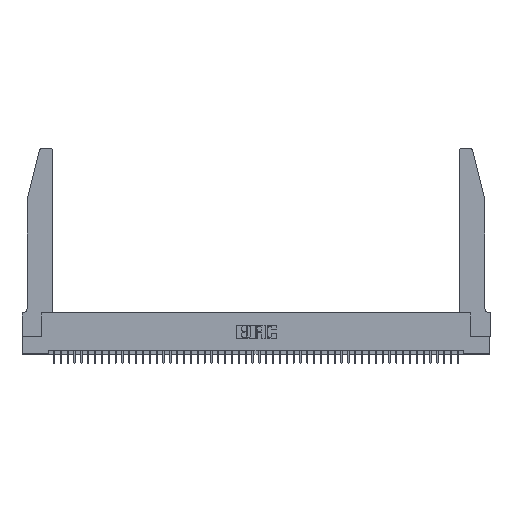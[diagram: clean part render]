
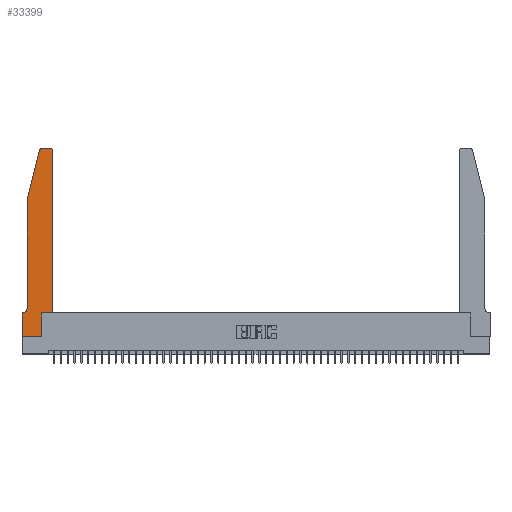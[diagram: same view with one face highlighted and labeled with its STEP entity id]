
A CAD part, top view. The second image highlights one B-rep face of the part: STEP entity #33399.
In plain terms, the highlighted planar face has unit normal (0, 0, 1).
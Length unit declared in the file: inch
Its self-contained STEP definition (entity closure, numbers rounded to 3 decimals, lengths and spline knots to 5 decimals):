
#507 = VERTEX_POINT ( 'NONE', #27479 ) ;
#1301 = ORIENTED_EDGE ( 'NONE', *, *, #23785, .T. ) ;
#1487 = DIRECTION ( 'NONE',  ( -1., 0., 0. ) ) ;
#2610 = VERTEX_POINT ( 'NONE', #9084 ) ;
#3221 = EDGE_CURVE ( 'NONE', #2610, #48271, #20137, .T. ) ;
#3443 = CARTESIAN_POINT ( 'NONE',  ( 0.0755, 2., 0.37 ) ) ;
#3460 = DIRECTION ( 'NONE',  ( 0., 0., -1. ) ) ;
#3496 = VERTEX_POINT ( 'NONE', #26994 ) ;
#3501 = EDGE_CURVE ( 'NONE', #48271, #10747, #26239, .T. ) ;
#4167 = ORIENTED_EDGE ( 'NONE', *, *, #3221, .T. ) ;
#4569 = VECTOR ( 'NONE', #1487, 39.37008 ) ;
#4955 = AXIS2_PLACEMENT_3D ( 'NONE', #7198, #3460, #34068 ) ;
#5637 = VERTEX_POINT ( 'NONE', #10367 ) ;
#6442 = LINE ( 'NONE', #35832, #4569 ) ;
#7198 = CARTESIAN_POINT ( 'NONE',  ( 0.0055, 0.42, 0.37 ) ) ;
#9084 = CARTESIAN_POINT ( 'NONE',  ( 0.0755, 0.42, 0.37 ) ) ;
#9398 = LINE ( 'NONE', #32973, #29796 ) ;
#10349 = DIRECTION ( 'NONE',  ( 0., 1., 0. ) ) ;
#10367 = CARTESIAN_POINT ( 'NONE',  ( 0.4205, 2.75, 0.37 ) ) ;
#10623 = CARTESIAN_POINT ( 'NONE',  ( 0.284, 2.72, 0.37 ) ) ;
#10677 = CARTESIAN_POINT ( 'NONE',  ( 0.0755, 2., 0.37 ) ) ;
#10747 = VERTEX_POINT ( 'NONE', #48798 ) ;
#11111 = DIRECTION ( 'NONE',  ( 1., 0., 0. ) ) ;
#11242 = ORIENTED_EDGE ( 'NONE', *, *, #28259, .T. ) ;
#11255 = AXIS2_PLACEMENT_3D ( 'NONE', #12895, #16882, #40010 ) ;
#11934 = CARTESIAN_POINT ( 'NONE',  ( 0.2865, 0., 0.37 ) ) ;
#12895 = CARTESIAN_POINT ( 'NONE',  ( 0.4205, 2.72, 0.37 ) ) ;
#12944 = DIRECTION ( 'NONE',  ( 0., -1., 0. ) ) ;
#13173 = CARTESIAN_POINT ( 'NONE',  ( 0.0755, 2., 0.37 ) ) ;
#13577 = CARTESIAN_POINT ( 'NONE',  ( 0.4505, 0.35, 0.37 ) ) ;
#13751 = VECTOR ( 'NONE', #11111, 39.37008 ) ;
#14339 = CARTESIAN_POINT ( 'NONE',  ( 0., 0., 0.37 ) ) ;
#15033 = EDGE_CURVE ( 'NONE', #31145, #33962, #20884, .T. ) ;
#15759 = ORIENTED_EDGE ( 'NONE', *, *, #34272, .T. ) ;
#16882 = DIRECTION ( 'NONE',  ( 0., 0., 1. ) ) ;
#18496 = ORIENTED_EDGE ( 'NONE', *, *, #36751, .T. ) ;
#19228 = VECTOR ( 'NONE', #43799, 39.37008 ) ;
#19439 = CARTESIAN_POINT ( 'NONE',  ( 0.25487, 2.72718, 0.37 ) ) ;
#20137 = CIRCLE ( 'NONE', #4955, 0.07 ) ;
#20845 = VECTOR ( 'NONE', #24194, 39.37008 ) ;
#20884 = CIRCLE ( 'NONE', #44124, 0.03 ) ;
#20969 = LINE ( 'NONE', #40310, #39372 ) ;
#21347 = CARTESIAN_POINT ( 'NONE',  ( 0.0055, 0.35, 0.37 ) ) ;
#21519 = EDGE_LOOP ( 'NONE', ( #18496, #36605, #27825, #1301, #4167, #40397, #48924, #15759, #11242, #43892, #47108, #45858 ) ) ;
#22206 = DIRECTION ( 'NONE',  ( 0., -1., 0. ) ) ;
#23214 = CARTESIAN_POINT ( 'NONE',  ( 0.0755, 0.35, 0.37 ) ) ;
#23785 = EDGE_CURVE ( 'NONE', #42103, #2610, #26213, .T. ) ;
#24194 = DIRECTION ( 'NONE',  ( 1., 0., 0. ) ) ;
#24663 = DIRECTION ( 'NONE',  ( 0., 1., 0. ) ) ;
#25173 = EDGE_CURVE ( 'NONE', #10747, #46039, #20969, .T. ) ;
#25515 = EDGE_CURVE ( 'NONE', #38811, #507, #9398, .T. ) ;
#25887 = DIRECTION ( 'NONE',  ( 1., 0., 0. ) ) ;
#26213 = LINE ( 'NONE', #3443, #30879 ) ;
#26239 = LINE ( 'NONE', #23214, #44997 ) ;
#26390 = DIRECTION ( 'NONE',  ( 0., 0., 1. ) ) ;
#26989 = CARTESIAN_POINT ( 'NONE',  ( 0.4505, 0.35, 0.37 ) ) ;
#26994 = CARTESIAN_POINT ( 'NONE',  ( 0.2865, 0.35, 0.37 ) ) ;
#27479 = CARTESIAN_POINT ( 'NONE',  ( 0.4505, 2.72, 0.37 ) ) ;
#27581 = VECTOR ( 'NONE', #10349, 39.37008 ) ;
#27825 = ORIENTED_EDGE ( 'NONE', *, *, #31984, .T. ) ;
#28259 = EDGE_CURVE ( 'NONE', #47679, #3496, #44695, .T. ) ;
#29403 = CARTESIAN_POINT ( 'NONE',  ( 0.284, 2.75, 0.37 ) ) ;
#29796 = VECTOR ( 'NONE', #24663, 39.37008 ) ;
#30879 = VECTOR ( 'NONE', #22206, 39.37008 ) ;
#31145 = VERTEX_POINT ( 'NONE', #29403 ) ;
#31984 = EDGE_CURVE ( 'NONE', #33962, #42103, #36523, .T. ) ;
#32170 = EDGE_CURVE ( 'NONE', #3496, #38811, #46808, .T. ) ;
#32232 = EDGE_CURVE ( 'NONE', #507, #5637, #32865, .T. ) ;
#32865 = CIRCLE ( 'NONE', #11255, 0.03 ) ;
#32973 = CARTESIAN_POINT ( 'NONE',  ( 0.4505, 0.35, 0.37 ) ) ;
#33123 = PLANE ( 'NONE',  #47358 ) ;
#33379 = FACE_OUTER_BOUND ( 'NONE', #21519, .T. ) ;
#33399 = ADVANCED_FACE ( 'NONE', ( #33379 ), #33123, .T. ) ;
#33962 = VERTEX_POINT ( 'NONE', #19439 ) ;
#34068 = DIRECTION ( 'NONE',  ( -1., 0., 0. ) ) ;
#34272 = EDGE_CURVE ( 'NONE', #46039, #47679, #45696, .T. ) ;
#35832 = CARTESIAN_POINT ( 'NONE',  ( 0.2605, 2.75, 0.37 ) ) ;
#36523 = LINE ( 'NONE', #13173, #19228 ) ;
#36605 = ORIENTED_EDGE ( 'NONE', *, *, #15033, .T. ) ;
#36751 = EDGE_CURVE ( 'NONE', #5637, #31145, #6442, .T. ) ;
#37611 = DIRECTION ( 'NONE',  ( 1., 0., 0. ) ) ;
#38296 = DIRECTION ( 'NONE',  ( -1., 0., 0. ) ) ;
#38811 = VERTEX_POINT ( 'NONE', #13577 ) ;
#39372 = VECTOR ( 'NONE', #12944, 39.37008 ) ;
#40010 = DIRECTION ( 'NONE',  ( 1., 0., 0. ) ) ;
#40310 = CARTESIAN_POINT ( 'NONE',  ( 0., 0., 0.37 ) ) ;
#40397 = ORIENTED_EDGE ( 'NONE', *, *, #3501, .T. ) ;
#40639 = CARTESIAN_POINT ( 'NONE',  ( 0., 0.35, 0.37 ) ) ;
#42103 = VERTEX_POINT ( 'NONE', #10677 ) ;
#43799 = DIRECTION ( 'NONE',  ( -0.239, -0.971, 0. ) ) ;
#43892 = ORIENTED_EDGE ( 'NONE', *, *, #32170, .T. ) ;
#44124 = AXIS2_PLACEMENT_3D ( 'NONE', #10623, #26390, #25887 ) ;
#44285 = CARTESIAN_POINT ( 'NONE',  ( 0., 0., 0.37 ) ) ;
#44695 = LINE ( 'NONE', #45447, #27581 ) ;
#44997 = VECTOR ( 'NONE', #38296, 39.37008 ) ;
#45447 = CARTESIAN_POINT ( 'NONE',  ( 0.2865, 0.35, 0.37 ) ) ;
#45696 = LINE ( 'NONE', #14339, #13751 ) ;
#45858 = ORIENTED_EDGE ( 'NONE', *, *, #32232, .T. ) ;
#46039 = VERTEX_POINT ( 'NONE', #44285 ) ;
#46808 = LINE ( 'NONE', #26989, #20845 ) ;
#47108 = ORIENTED_EDGE ( 'NONE', *, *, #25515, .T. ) ;
#47358 = AXIS2_PLACEMENT_3D ( 'NONE', #40639, #48665, #37611 ) ;
#47679 = VERTEX_POINT ( 'NONE', #11934 ) ;
#48271 = VERTEX_POINT ( 'NONE', #21347 ) ;
#48665 = DIRECTION ( 'NONE',  ( 0., 0., 1. ) ) ;
#48798 = CARTESIAN_POINT ( 'NONE',  ( 0., 0.35, 0.37 ) ) ;
#48924 = ORIENTED_EDGE ( 'NONE', *, *, #25173, .T. ) ;
